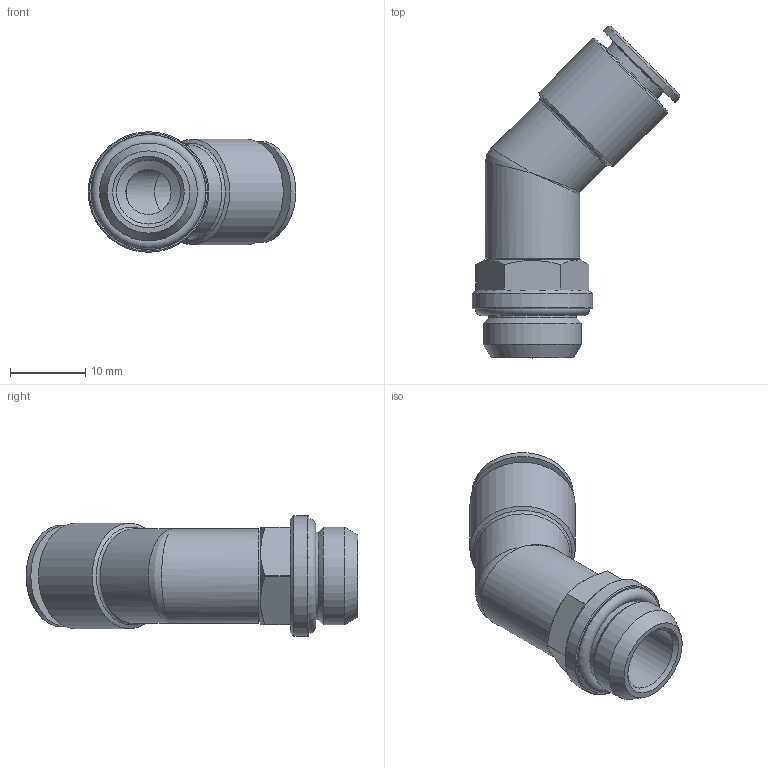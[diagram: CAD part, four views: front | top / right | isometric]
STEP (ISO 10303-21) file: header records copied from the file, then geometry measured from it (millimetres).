
FILE_DESCRIPTION(/* description */ ('STEP AP214'),/* implementation_level */ '2;1');
FILE_NAME(/* name */ 'A0060042-45',/* time_stamp */ '2023-04-13T09:53:38+02:00',/* author */ ('License CC BY-ND 4.0'),/* organization */ ('CADENAS'),/* preprocessor_version */ 'ST-DEVELOPER v19.3',/* originating_system */ 'PARTsolutions',/* authorisation */ ' ');
FILE_SCHEMA (('AUTOMOTIVE_DESIGN {1 0 10303 214 3 1 1}'));
Length unit declared in the file: millimetre
Products named in the file (3): A0060042-45; A0060042-45_PART2; A0060042-45_PART1
Assembly tree (2 placements, depth 2):
  A0060042-45
    A0060042-45_PART2
    A0060042-45_PART1
Bounding box: 27.55 x 44.05 x 16 mm (x, y, z)
Volume: 4103.2 mm3; surface area: 3731.6 mm2
Topology: 2 solids, 2 shells, 60 faces, 135 edges, 78 vertices
Faces by surface type: plane 19, cylinder 18, cone 17, torus 4, bspline 2
Full cylindrical faces by diameter (mm): 6 x1, 7 x1, 8.15 x1, 8.5 x1, 9.4 x1, 11.6 x1, 12.5 x2, 13 x1, 13.5 x1, 14 x1, 16 x1
Entity records: 1749 total; most frequent: CARTESIAN_POINT 557, DIRECTION 248, ORIENTED_EDGE 178, AXIS2_PLACEMENT_3D 115, FACE_BOUND 98, EDGE_LOOP 97, EDGE_CURVE 89, VERTEX_POINT 69
